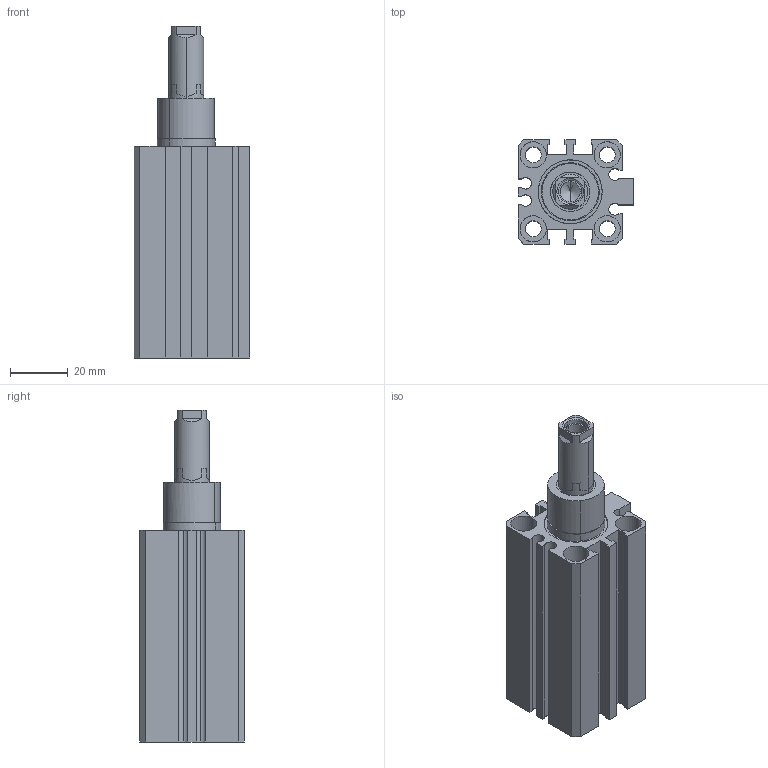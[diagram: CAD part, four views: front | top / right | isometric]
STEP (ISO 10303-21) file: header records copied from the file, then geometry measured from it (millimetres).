
FILE_DESCRIPTION(('CATIA V5 STEP Exchange'),'2;1');
FILE_NAME('SCQ_20_TS_TUENKERS.stp','2021-01-18T12:04:53+00:00',('none'),('none'),'CATIA Version 5 Release 19 SP 9 (IN-10)','CATIA V5 STEP AP214','none');
FILE_SCHEMA(('AUTOMOTIVE_DESIGN { 1 0 10303 214 1 1 1 1 }'));
Length unit declared in the file: millimetre
Products named in the file (1): SCQ_20_TS_TUENKERS
Bounding box: 40 x 36 x 114.5 mm (x, y, z)
Volume: 87537.5 mm3; surface area: 32671 mm2
Topology: 2 solids, 3 shells, 170 faces, 424 edges, 277 vertices
Faces by surface type: plane 94, cylinder 66, cone 10
Entity records: 6397 total; most frequent: CARTESIAN_POINT 1391, ORIENTED_EDGE 836, DIRECTION 724, EDGE_CURVE 418, AXIS2_PLACEMENT_3D 291, VERTEX_POINT 277, VECTOR 264, LINE 264
